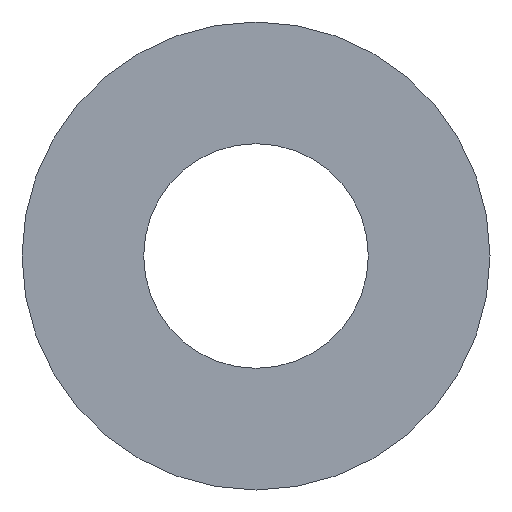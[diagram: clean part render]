
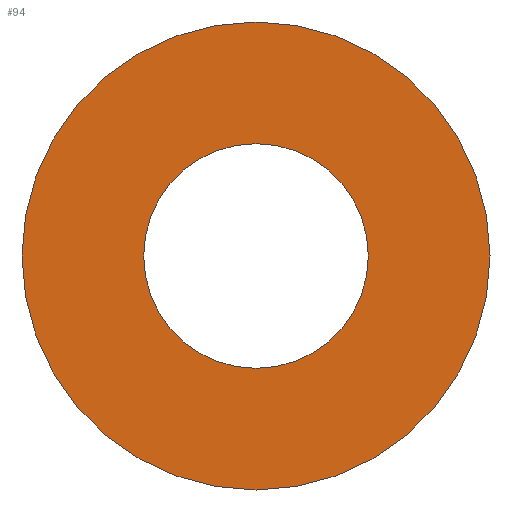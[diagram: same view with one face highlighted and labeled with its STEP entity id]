
A CAD part, front view. The second image highlights one B-rep face of the part: STEP entity #94.
In plain terms, the highlighted planar face has unit normal (0, -1, 0).
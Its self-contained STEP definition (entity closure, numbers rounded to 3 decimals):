
#6 = DIRECTION ( 'NONE',  ( 0., 1., 0. ) ) ;
#12 = AXIS2_PLACEMENT_3D ( 'NONE', #191, #6, #61 ) ;
#13 = CARTESIAN_POINT ( 'NONE',  ( 0., -1.5, -6. ) ) ;
#17 = EDGE_CURVE ( 'NONE', #123, #124, #63, .T. ) ;
#18 = DIRECTION ( 'NONE',  ( 0., 0., 1. ) ) ;
#20 = CARTESIAN_POINT ( 'NONE',  ( 0., -1.5, 0. ) ) ;
#23 = FACE_BOUND ( 'NONE', #73, .T. ) ;
#26 = DIRECTION ( 'NONE',  ( 0., 1., 0. ) ) ;
#27 = DIRECTION ( 'NONE',  ( 0., 0., 1. ) ) ;
#29 = DIRECTION ( 'NONE',  ( 0., 0., 1. ) ) ;
#31 = CIRCLE ( 'NONE', #194, 12.5 ) ;
#41 = CARTESIAN_POINT ( 'NONE',  ( 0., -1.5, 0. ) ) ;
#44 = ORIENTED_EDGE ( 'NONE', *, *, #17, .F. ) ;
#47 = CARTESIAN_POINT ( 'NONE',  ( 0., -1.5, 6. ) ) ;
#61 = DIRECTION ( 'NONE',  ( 0., 0., 1. ) ) ;
#63 = CIRCLE ( 'NONE', #167, 12.5 ) ;
#66 = DIRECTION ( 'NONE',  ( 0., 0., 1. ) ) ;
#70 = ORIENTED_EDGE ( 'NONE', *, *, #196, .T. ) ;
#73 = EDGE_LOOP ( 'NONE', ( #153, #70 ) ) ;
#76 = FACE_OUTER_BOUND ( 'NONE', #77, .T. ) ;
#77 = EDGE_LOOP ( 'NONE', ( #44, #154 ) ) ;
#79 = CARTESIAN_POINT ( 'NONE',  ( 0., -1.5, 0. ) ) ;
#80 = CARTESIAN_POINT ( 'NONE',  ( 0., -1.5, -12.5 ) ) ;
#81 = AXIS2_PLACEMENT_3D ( 'NONE', #41, #168, #66 ) ;
#94 = ADVANCED_FACE ( 'NONE', ( #76, #23 ), #142, .F. ) ;
#97 = AXIS2_PLACEMENT_3D ( 'NONE', #99, #166, #27 ) ;
#99 = CARTESIAN_POINT ( 'NONE',  ( 0., -1.5, 0. ) ) ;
#104 = VERTEX_POINT ( 'NONE', #47 ) ;
#109 = VERTEX_POINT ( 'NONE', #13 ) ;
#120 = EDGE_CURVE ( 'NONE', #124, #123, #31, .T. ) ;
#123 = VERTEX_POINT ( 'NONE', #80 ) ;
#124 = VERTEX_POINT ( 'NONE', #195 ) ;
#130 = CIRCLE ( 'NONE', #97, 6. ) ;
#142 = PLANE ( 'NONE',  #12 ) ;
#146 = DIRECTION ( 'NONE',  ( 0., 1., 0. ) ) ;
#152 = EDGE_CURVE ( 'NONE', #109, #104, #187, .T. ) ;
#153 = ORIENTED_EDGE ( 'NONE', *, *, #152, .T. ) ;
#154 = ORIENTED_EDGE ( 'NONE', *, *, #120, .F. ) ;
#166 = DIRECTION ( 'NONE',  ( 0., 1., 0. ) ) ;
#167 = AXIS2_PLACEMENT_3D ( 'NONE', #20, #146, #18 ) ;
#168 = DIRECTION ( 'NONE',  ( 0., 1., 0. ) ) ;
#187 = CIRCLE ( 'NONE', #81, 6. ) ;
#191 = CARTESIAN_POINT ( 'NONE',  ( 0., -1.5, 0. ) ) ;
#194 = AXIS2_PLACEMENT_3D ( 'NONE', #79, #26, #29 ) ;
#195 = CARTESIAN_POINT ( 'NONE',  ( 0., -1.5, 12.5 ) ) ;
#196 = EDGE_CURVE ( 'NONE', #104, #109, #130, .T. ) ;
